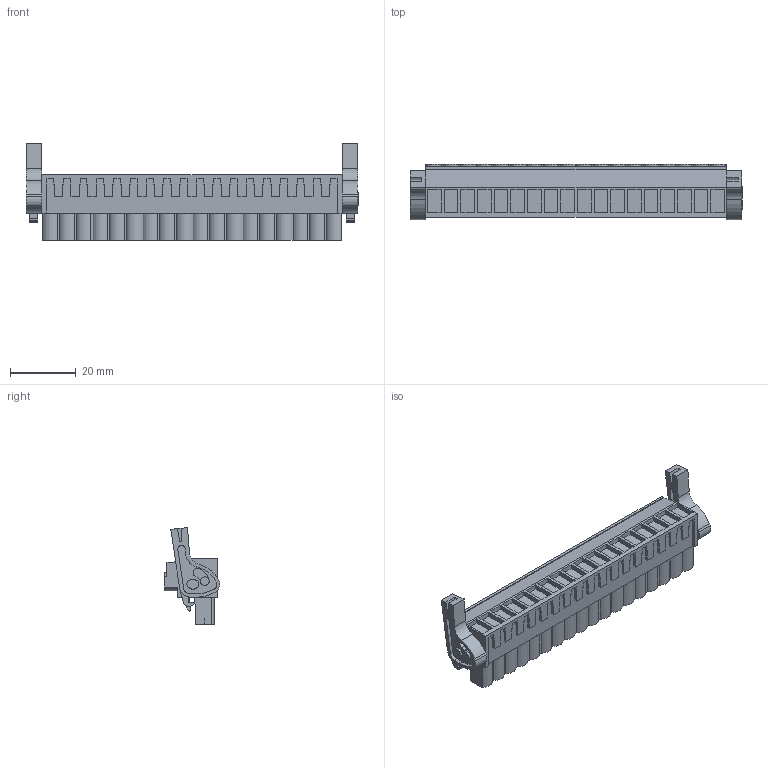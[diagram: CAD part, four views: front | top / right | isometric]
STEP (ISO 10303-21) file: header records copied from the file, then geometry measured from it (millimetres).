
FILE_DESCRIPTION(('CATIA V5 STEP','CAx-IF Rec.Pracs.--- Model Styling and Organization---1.2---2011-12-15'),'2;1');
FILE_NAME ('D1459989_0_1944990000_1944990000.stp','2017-05-22T13:35:27+00:00',('none'),('Weidmueller'),'CATIA Version 5-6 Release 2014','CATIA V5 STEP AP214','none');
FILE_SCHEMA(('AUTOMOTIVE_DESIGN { 1 0 10303 214 1 1 1 1 }'));
Length unit declared in the file: millimetre
Products named in the file (1): 1944990000
Bounding box: 101.14 x 16.91 x 29.52 mm (x, y, z)
Volume: 18157.6 mm3; surface area: 12380.2 mm2
Topology: 21 solids, 21 shells, 1330 faces, 3745 edges, 2540 vertices
Faces by surface type: plane 1094, cylinder 196, extrusion 40
Entity records: 39663 total; most frequent: CARTESIAN_POINT 7790, ORIENTED_EDGE 7490, DIRECTION 4999, EDGE_CURVE 3745, VECTOR 3227, LINE 3187, VERTEX_POINT 2540, EDGE_LOOP 1421
